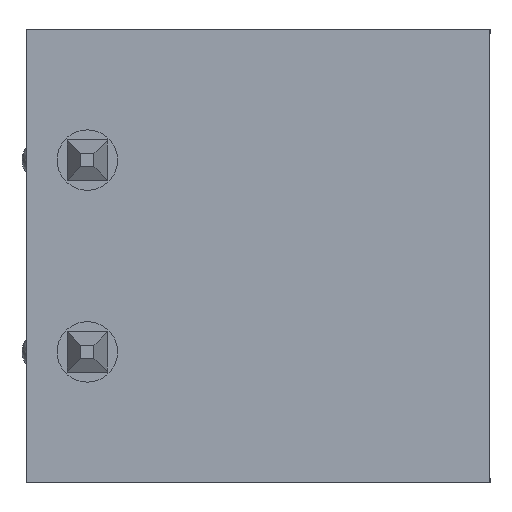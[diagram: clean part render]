
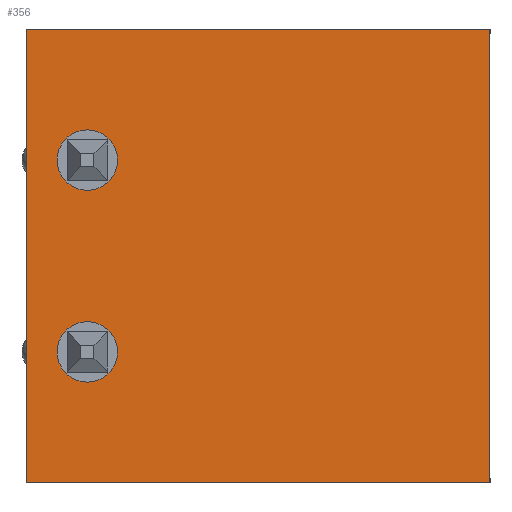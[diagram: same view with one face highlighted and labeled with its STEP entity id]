
A CAD part, front view. The second image highlights one B-rep face of the part: STEP entity #356.
In plain terms, the highlighted planar face has unit normal (0, -1, 0).
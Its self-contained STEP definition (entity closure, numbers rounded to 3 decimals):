
#356=ADVANCED_FACE('',(#857,#858,#859),#860,.T.);
#857=FACE_OUTER_BOUND('',#1497,.T.);
#858=FACE_BOUND('',#1498,.T.);
#859=FACE_BOUND('',#1499,.T.);
#860=PLANE('',#1500);
#1497=EDGE_LOOP('',(#2531,#2532,#2533,#2534));
#1498=EDGE_LOOP('',(#2535,#2536));
#1499=EDGE_LOOP('',(#2537,#2538));
#1500=AXIS2_PLACEMENT_3D('',#2539,#2540,#2541);
#2531=ORIENTED_EDGE('',*,*,#3777,.F.);
#2532=ORIENTED_EDGE('',*,*,#4016,.F.);
#2533=ORIENTED_EDGE('',*,*,#3916,.F.);
#2534=ORIENTED_EDGE('',*,*,#4018,.T.);
#2535=ORIENTED_EDGE('',*,*,#4019,.F.);
#2536=ORIENTED_EDGE('',*,*,#4020,.F.);
#2537=ORIENTED_EDGE('',*,*,#4021,.F.);
#2538=ORIENTED_EDGE('',*,*,#4022,.F.);
#2539=CARTESIAN_POINT('',(3.1,0.,0.0));
#2540=DIRECTION('',(0.,-1.0,0.0));
#2541=DIRECTION('',(0.0,0.0,-1.0));
#3777=EDGE_CURVE('',#4509,#4510,#4511,.T.);
#3916=EDGE_CURVE('',#4746,#4748,#4749,.T.);
#4016=EDGE_CURVE('',#4748,#4509,#4881,.T.);
#4018=EDGE_CURVE('',#4746,#4510,#4883,.T.);
#4019=EDGE_CURVE('',#4884,#4885,#4886,.T.);
#4020=EDGE_CURVE('',#4885,#4884,#4887,.T.);
#4021=EDGE_CURVE('',#4888,#4889,#4890,.T.);
#4022=EDGE_CURVE('',#4889,#4888,#4891,.T.);
#4509=VERTEX_POINT('',#5567);
#4510=VERTEX_POINT('',#5568);
#4511=LINE('',#5569,#5570);
#4746=VERTEX_POINT('',#6262);
#4748=VERTEX_POINT('',#6265);
#4749=LINE('',#6266,#6267);
#4881=LINE('',#6786,#6787);
#4883=LINE('',#6789,#6790);
#4884=VERTEX_POINT('',#6791);
#4885=VERTEX_POINT('',#6792);
#4886=CIRCLE('',#6793,0.6);
#4887=CIRCLE('',#6794,0.6);
#4888=VERTEX_POINT('',#6795);
#4889=VERTEX_POINT('',#6796);
#4890=CIRCLE('',#6797,0.6);
#4891=CIRCLE('',#6798,0.6);
#5567=CARTESIAN_POINT('',(9.2,0.,2.6));
#5568=CARTESIAN_POINT('',(9.2,0.,-6.41));
#5569=CARTESIAN_POINT('',(9.2,0.,0.0));
#5570=VECTOR('',#8326,1.0);
#6262=CARTESIAN_POINT('',(0.0,0.,-6.41));
#6265=CARTESIAN_POINT('',(0.,0.,2.6));
#6266=CARTESIAN_POINT('',(0.0,0.,0.0));
#6267=VECTOR('',#8473,1.0);
#6786=CARTESIAN_POINT('',(0.0,0.,2.6));
#6787=VECTOR('',#8567,1.0);
#6789=CARTESIAN_POINT('',(0.0,0.,-6.41));
#6790=VECTOR('',#8568,1.0);
#6791=CARTESIAN_POINT('',(0.6,0.,-3.81));
#6792=CARTESIAN_POINT('',(1.8,0.,-3.81));
#6793=AXIS2_PLACEMENT_3D('',#8569,#8570,#8571);
#6794=AXIS2_PLACEMENT_3D('',#8572,#8573,#8574);
#6795=CARTESIAN_POINT('',(0.6,0.,0.));
#6796=CARTESIAN_POINT('',(1.8,0.,0.0));
#6797=AXIS2_PLACEMENT_3D('',#8575,#8576,#8577);
#6798=AXIS2_PLACEMENT_3D('',#8578,#8579,#8580);
#8326=DIRECTION('',(0.0,0.0,-1.0));
#8473=DIRECTION('',(0.0,0.0,1.0));
#8567=DIRECTION('',(1.0,0.,0.0));
#8568=DIRECTION('',(1.0,0.,0.0));
#8569=CARTESIAN_POINT('',(1.2,0.,-3.81));
#8570=DIRECTION('',(0.0,-1.0,0.0));
#8571=DIRECTION('',(1.0,0.0,0.0));
#8572=CARTESIAN_POINT('',(1.2,0.,-3.81));
#8573=DIRECTION('',(0.0,-1.0,0.0));
#8574=DIRECTION('',(1.0,0.0,0.0));
#8575=CARTESIAN_POINT('',(1.2,0.,0.0));
#8576=DIRECTION('',(0.0,-1.0,0.0));
#8577=DIRECTION('',(1.0,0.0,0.0));
#8578=CARTESIAN_POINT('',(1.2,0.,0.0));
#8579=DIRECTION('',(0.0,-1.0,0.0));
#8580=DIRECTION('',(1.0,0.0,0.0));
